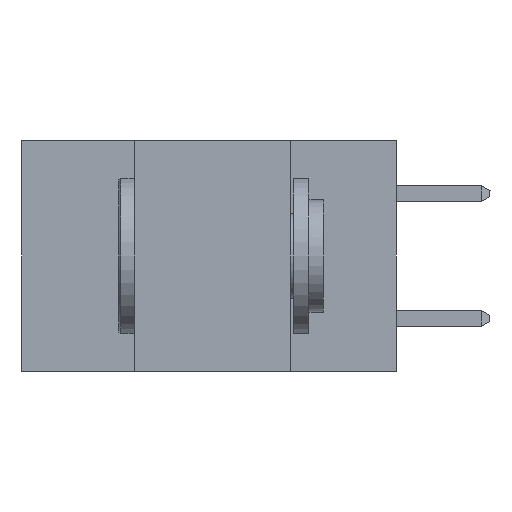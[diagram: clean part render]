
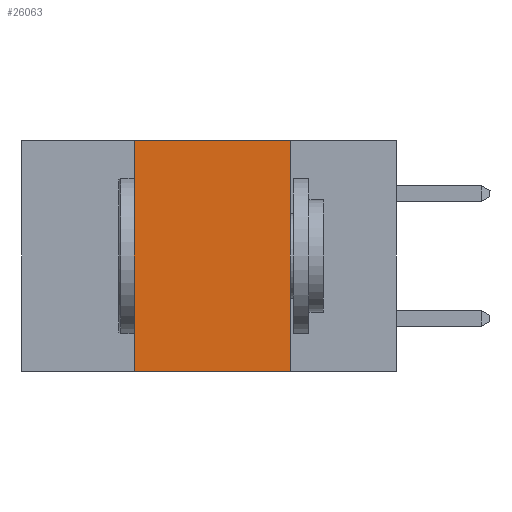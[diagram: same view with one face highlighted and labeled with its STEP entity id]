
A CAD part, left-side view. The second image highlights one B-rep face of the part: STEP entity #26063.
In plain terms, the highlighted planar face has unit normal (-1, 0, 0).
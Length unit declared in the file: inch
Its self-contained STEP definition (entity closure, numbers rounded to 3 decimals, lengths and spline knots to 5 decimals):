
#378 = ORIENTED_EDGE ( 'NONE', *, *, #19615, .F. ) ;
#4119 = VERTEX_POINT ( 'NONE', #26341 ) ;
#5759 = CARTESIAN_POINT ( 'NONE',  ( 0., 0.17, -0.37 ) ) ;
#7886 = DIRECTION ( 'NONE',  ( 1., 0., 0. ) ) ;
#9347 = LINE ( 'NONE', #30378, #21889 ) ;
#10758 = AXIS2_PLACEMENT_3D ( 'NONE', #25934, #7886, #15427 ) ;
#11771 = CARTESIAN_POINT ( 'NONE',  ( 0., 0.6, 0. ) ) ;
#11872 = DIRECTION ( 'NONE',  ( 0., 0., 1. ) ) ;
#11890 = VECTOR ( 'NONE', #29402, 39.37008 ) ;
#12459 = LINE ( 'NONE', #22219, #21821 ) ;
#14441 = ORIENTED_EDGE ( 'NONE', *, *, #21945, .F. ) ;
#15427 = DIRECTION ( 'NONE',  ( 0., 0., -1. ) ) ;
#15636 = VECTOR ( 'NONE', #16991, 39.37008 ) ;
#16991 = DIRECTION ( 'NONE',  ( 0., -1., 0. ) ) ;
#17292 = LINE ( 'NONE', #11771, #15636 ) ;
#17830 = EDGE_LOOP ( 'NONE', ( #32940, #378, #14441, #32174 ) ) ;
#19615 = EDGE_CURVE ( 'NONE', #4119, #24378, #17292, .T. ) ;
#19923 = DIRECTION ( 'NONE',  ( 0., 0., -1. ) ) ;
#20729 = EDGE_CURVE ( 'NONE', #22208, #23561, #29696, .T. ) ;
#21821 = VECTOR ( 'NONE', #11872, 39.37008 ) ;
#21889 = VECTOR ( 'NONE', #19923, 39.37008 ) ;
#21945 = EDGE_CURVE ( 'NONE', #22208, #4119, #12459, .T. ) ;
#21988 = CARTESIAN_POINT ( 'NONE',  ( 0., 0.6, -0.37 ) ) ;
#22208 = VERTEX_POINT ( 'NONE', #25883 ) ;
#22219 = CARTESIAN_POINT ( 'NONE',  ( 0., 0.42, 0. ) ) ;
#23041 = CARTESIAN_POINT ( 'NONE',  ( 0., 0.17, 0. ) ) ;
#23188 = FACE_OUTER_BOUND ( 'NONE', #17830, .T. ) ;
#23561 = VERTEX_POINT ( 'NONE', #5759 ) ;
#24378 = VERTEX_POINT ( 'NONE', #23041 ) ;
#25823 = PLANE ( 'NONE',  #10758 ) ;
#25883 = CARTESIAN_POINT ( 'NONE',  ( 0., 0.42, -0.37 ) ) ;
#25934 = CARTESIAN_POINT ( 'NONE',  ( 0., 0.6, 0. ) ) ;
#26063 = ADVANCED_FACE ( 'NONE', ( #23188 ), #25823, .F. ) ;
#26341 = CARTESIAN_POINT ( 'NONE',  ( 0., 0.42, 0. ) ) ;
#29402 = DIRECTION ( 'NONE',  ( 0., -1., 0. ) ) ;
#29696 = LINE ( 'NONE', #21988, #11890 ) ;
#30378 = CARTESIAN_POINT ( 'NONE',  ( 0., 0.17, 0. ) ) ;
#31284 = EDGE_CURVE ( 'NONE', #24378, #23561, #9347, .T. ) ;
#32174 = ORIENTED_EDGE ( 'NONE', *, *, #20729, .T. ) ;
#32940 = ORIENTED_EDGE ( 'NONE', *, *, #31284, .F. ) ;
